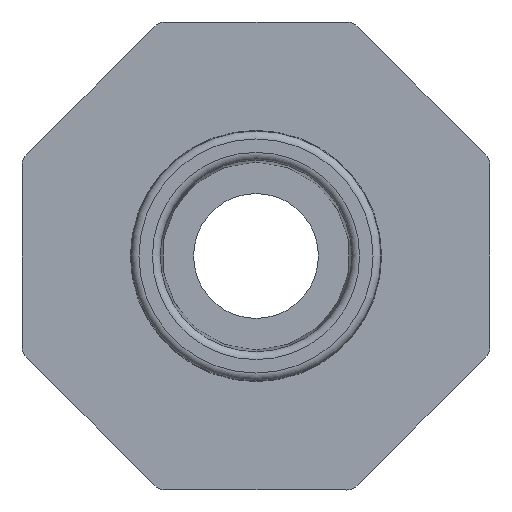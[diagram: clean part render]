
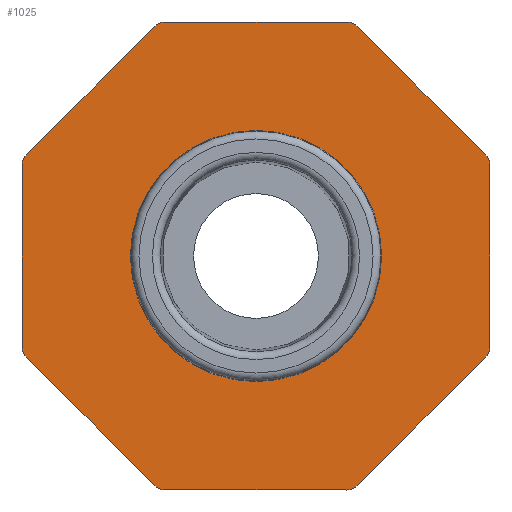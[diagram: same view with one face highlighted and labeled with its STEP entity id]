
A CAD part, front view. The second image highlights one B-rep face of the part: STEP entity #1025.
In plain terms, the highlighted planar face has unit normal (0, -1, 0).
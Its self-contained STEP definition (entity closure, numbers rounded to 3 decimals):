
#23=FACE_BOUND('',#162,.T.);
#42=PLANE('',#1131);
#97=FACE_OUTER_BOUND('',#161,.T.);
#161=EDGE_LOOP('',(#813,#814,#815,#816,#817,#818,#819,#820,#821,#822,#823,
#824,#825,#826,#827,#828));
#162=EDGE_LOOP('',(#829));
#204=CIRCLE('',#1101,1.);
#206=CIRCLE('',#1105,1.);
#208=CIRCLE('',#1109,1.);
#210=CIRCLE('',#1113,1.);
#212=CIRCLE('',#1117,1.);
#214=CIRCLE('',#1121,1.);
#216=CIRCLE('',#1125,1.);
#218=CIRCLE('',#1129,1.);
#219=CIRCLE('',#1132,8.05);
#307=LINE('',#4910,#365);
#311=LINE('',#4922,#369);
#315=LINE('',#4934,#373);
#319=LINE('',#4946,#377);
#323=LINE('',#4958,#381);
#327=LINE('',#4970,#385);
#331=LINE('',#4982,#389);
#334=LINE('',#4991,#392);
#365=VECTOR('',#1281,1.);
#369=VECTOR('',#1293,1.);
#373=VECTOR('',#1305,1.);
#377=VECTOR('',#1317,1.);
#381=VECTOR('',#1329,1.);
#385=VECTOR('',#1341,1.);
#389=VECTOR('',#1353,1.);
#392=VECTOR('',#1364,1.);
#449=VERTEX_POINT('',#4897);
#452=VERTEX_POINT('',#4902);
#454=VERTEX_POINT('',#4908);
#456=VERTEX_POINT('',#4914);
#458=VERTEX_POINT('',#4920);
#460=VERTEX_POINT('',#4926);
#462=VERTEX_POINT('',#4932);
#464=VERTEX_POINT('',#4938);
#466=VERTEX_POINT('',#4944);
#468=VERTEX_POINT('',#4950);
#470=VERTEX_POINT('',#4956);
#472=VERTEX_POINT('',#4962);
#474=VERTEX_POINT('',#4968);
#476=VERTEX_POINT('',#4974);
#478=VERTEX_POINT('',#4980);
#480=VERTEX_POINT('',#4986);
#481=VERTEX_POINT('',#4993);
#573=EDGE_CURVE('',#449,#452,#204,.T.);
#576=EDGE_CURVE('',#452,#454,#307,.T.);
#579=EDGE_CURVE('',#454,#456,#206,.T.);
#582=EDGE_CURVE('',#456,#458,#311,.T.);
#585=EDGE_CURVE('',#458,#460,#208,.T.);
#588=EDGE_CURVE('',#460,#462,#315,.T.);
#591=EDGE_CURVE('',#462,#464,#210,.T.);
#594=EDGE_CURVE('',#464,#466,#319,.T.);
#597=EDGE_CURVE('',#466,#468,#212,.T.);
#600=EDGE_CURVE('',#468,#470,#323,.T.);
#603=EDGE_CURVE('',#470,#472,#214,.T.);
#606=EDGE_CURVE('',#472,#474,#327,.T.);
#609=EDGE_CURVE('',#474,#476,#216,.T.);
#612=EDGE_CURVE('',#476,#478,#331,.T.);
#615=EDGE_CURVE('',#478,#480,#218,.T.);
#617=EDGE_CURVE('',#480,#449,#334,.T.);
#618=EDGE_CURVE('',#481,#481,#219,.T.);
#813=ORIENTED_EDGE('',*,*,#573,.T.);
#814=ORIENTED_EDGE('',*,*,#576,.T.);
#815=ORIENTED_EDGE('',*,*,#579,.T.);
#816=ORIENTED_EDGE('',*,*,#582,.T.);
#817=ORIENTED_EDGE('',*,*,#585,.T.);
#818=ORIENTED_EDGE('',*,*,#588,.T.);
#819=ORIENTED_EDGE('',*,*,#591,.T.);
#820=ORIENTED_EDGE('',*,*,#594,.T.);
#821=ORIENTED_EDGE('',*,*,#597,.T.);
#822=ORIENTED_EDGE('',*,*,#600,.T.);
#823=ORIENTED_EDGE('',*,*,#603,.T.);
#824=ORIENTED_EDGE('',*,*,#606,.T.);
#825=ORIENTED_EDGE('',*,*,#609,.T.);
#826=ORIENTED_EDGE('',*,*,#612,.T.);
#827=ORIENTED_EDGE('',*,*,#615,.T.);
#828=ORIENTED_EDGE('',*,*,#617,.T.);
#829=ORIENTED_EDGE('',*,*,#618,.F.);
#1025=ADVANCED_FACE('',(#97,#23),#42,.F.);
#1101=AXIS2_PLACEMENT_3D('',#4904,#1275,#1276);
#1105=AXIS2_PLACEMENT_3D('',#4916,#1287,#1288);
#1109=AXIS2_PLACEMENT_3D('',#4928,#1299,#1300);
#1113=AXIS2_PLACEMENT_3D('',#4940,#1311,#1312);
#1117=AXIS2_PLACEMENT_3D('',#4952,#1323,#1324);
#1121=AXIS2_PLACEMENT_3D('',#4964,#1335,#1336);
#1125=AXIS2_PLACEMENT_3D('',#4976,#1347,#1348);
#1129=AXIS2_PLACEMENT_3D('',#4988,#1359,#1360);
#1131=AXIS2_PLACEMENT_3D('',#4992,#1365,#1366);
#1132=AXIS2_PLACEMENT_3D('',#4994,#1367,#1368);
#1275=DIRECTION('center_axis',(0.,-1.,0.));
#1276=DIRECTION('ref_axis',(0.,0.,1.));
#1281=DIRECTION('',(0.707,0.,-0.707));
#1287=DIRECTION('center_axis',(0.,-1.,0.));
#1288=DIRECTION('ref_axis',(0.,0.,1.));
#1293=DIRECTION('',(1.,0.,0.));
#1299=DIRECTION('center_axis',(0.,-1.,0.));
#1300=DIRECTION('ref_axis',(0.,0.,1.));
#1305=DIRECTION('',(0.707,0.,0.707));
#1311=DIRECTION('center_axis',(0.,-1.,0.));
#1312=DIRECTION('ref_axis',(0.,0.,1.));
#1317=DIRECTION('',(0.,0.,1.));
#1323=DIRECTION('center_axis',(0.,-1.,0.));
#1324=DIRECTION('ref_axis',(0.,0.,1.));
#1329=DIRECTION('',(-0.707,0.,0.707));
#1335=DIRECTION('center_axis',(0.,-1.,0.));
#1336=DIRECTION('ref_axis',(0.,0.,1.));
#1341=DIRECTION('',(-1.,0.,0.));
#1347=DIRECTION('center_axis',(0.,-1.,0.));
#1348=DIRECTION('ref_axis',(0.,0.,1.));
#1353=DIRECTION('',(-0.707,0.,-0.707));
#1359=DIRECTION('center_axis',(0.,-1.,0.));
#1360=DIRECTION('ref_axis',(0.,0.,1.));
#1364=DIRECTION('',(0.,0.,-1.));
#1365=DIRECTION('center_axis',(0.,1.,0.));
#1366=DIRECTION('ref_axis',(0.,0.,1.));
#1367=DIRECTION('center_axis',(0.,-1.,0.));
#1368=DIRECTION('ref_axis',(0.,0.,-1.));
#4897=CARTESIAN_POINT('',(-15.,-18.5,-5.799));
#4902=CARTESIAN_POINT('',(-14.707,-18.5,-6.506));
#4904=CARTESIAN_POINT('Origin',(-14.,-18.5,-5.799));
#4908=CARTESIAN_POINT('',(-6.506,-18.5,-14.707));
#4910=CARTESIAN_POINT('',(-14.707,-18.5,-6.506));
#4914=CARTESIAN_POINT('',(-5.799,-18.5,-15.));
#4916=CARTESIAN_POINT('Origin',(-5.799,-18.5,-14.));
#4920=CARTESIAN_POINT('',(5.799,-18.5,-15.));
#4922=CARTESIAN_POINT('',(-5.799,-18.5,-15.));
#4926=CARTESIAN_POINT('',(6.506,-18.5,-14.707));
#4928=CARTESIAN_POINT('Origin',(5.799,-18.5,-14.));
#4932=CARTESIAN_POINT('',(14.707,-18.5,-6.506));
#4934=CARTESIAN_POINT('',(6.506,-18.5,-14.707));
#4938=CARTESIAN_POINT('',(15.,-18.5,-5.799));
#4940=CARTESIAN_POINT('Origin',(14.,-18.5,-5.799));
#4944=CARTESIAN_POINT('',(15.,-18.5,5.799));
#4946=CARTESIAN_POINT('',(15.,-18.5,-5.799));
#4950=CARTESIAN_POINT('',(14.707,-18.5,6.506));
#4952=CARTESIAN_POINT('Origin',(14.,-18.5,5.799));
#4956=CARTESIAN_POINT('',(6.506,-18.5,14.707));
#4958=CARTESIAN_POINT('',(14.707,-18.5,6.506));
#4962=CARTESIAN_POINT('',(5.799,-18.5,15.));
#4964=CARTESIAN_POINT('Origin',(5.799,-18.5,14.));
#4968=CARTESIAN_POINT('',(-5.799,-18.5,15.));
#4970=CARTESIAN_POINT('',(5.799,-18.5,15.));
#4974=CARTESIAN_POINT('',(-6.506,-18.5,14.707));
#4976=CARTESIAN_POINT('Origin',(-5.799,-18.5,14.));
#4980=CARTESIAN_POINT('',(-14.707,-18.5,6.506));
#4982=CARTESIAN_POINT('',(-6.506,-18.5,14.707));
#4986=CARTESIAN_POINT('',(-15.,-18.5,5.799));
#4988=CARTESIAN_POINT('Origin',(-14.,-18.5,5.799));
#4991=CARTESIAN_POINT('',(-15.,-18.5,5.799));
#4992=CARTESIAN_POINT('Origin',(-14.5,-18.5,0.));
#4993=CARTESIAN_POINT('',(0.,-18.5,-8.05));
#4994=CARTESIAN_POINT('Origin',(0.,-18.5,0.));
